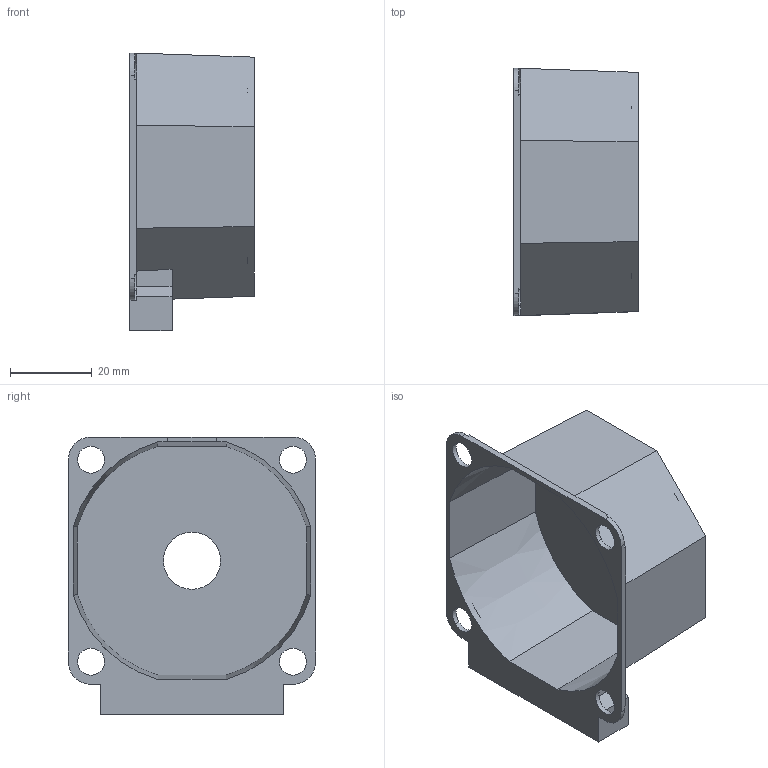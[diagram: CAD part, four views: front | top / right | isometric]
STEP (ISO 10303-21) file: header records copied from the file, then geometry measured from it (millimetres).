
FILE_DESCRIPTION(('starvars output'),'2;1');
FILE_NAME('f-rc630.stp','14:31:47 2014/09/11',( 'Thomas Industrial Network Germany GmbH'),( 'Thomas Industrial Network Germany GmbH'),'unknown preprocess','ACIS' ,'unknown authorization');
FILE_SCHEMA(('AUTOMOTIVE_DESIGN_CC2 {UNKNOWN IMPLEMENTATION LEVEL}'));
Length unit declared in the file: millimetre
Products named in the file (1): PRODUCT_ID_24
Bounding box: 30.4 x 60.6 x 68.1 mm (x, y, z)
Volume: 15794.3 mm3; surface area: 18930.4 mm2
Topology: 1 solids, 1 shells, 69 faces, 195 edges, 128 vertices
Faces by surface type: plane 47, cylinder 18, cone 4
Entity records: 2737 total; most frequent: ORIENTED_EDGE 390, CARTESIAN_POINT 379, DIRECTION 321, EDGE_CURVE 195, VECTOR 133, LINE 133, VERTEX_POINT 128, AXIS2_PLACEMENT_3D 94
